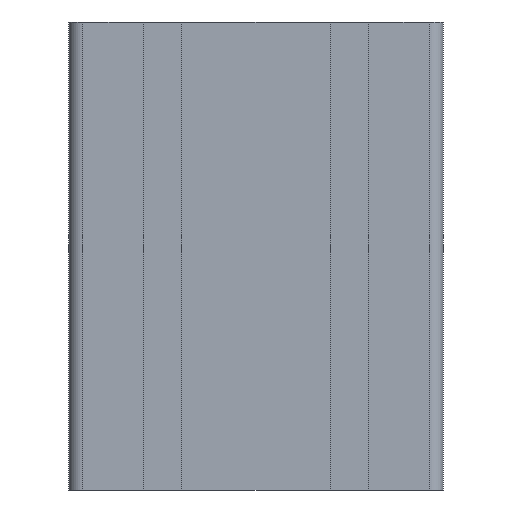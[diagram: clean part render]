
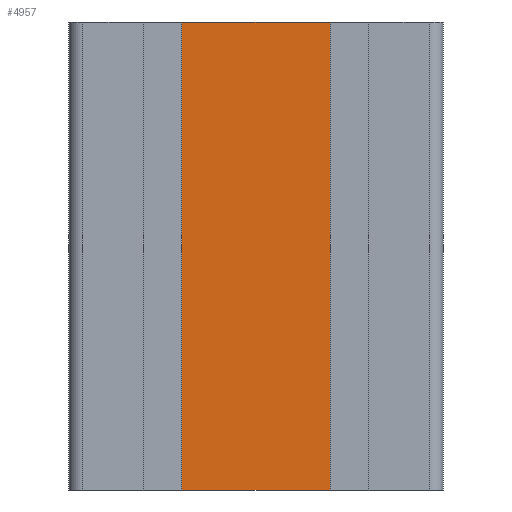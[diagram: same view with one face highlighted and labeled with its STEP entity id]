
A CAD part, left-side view. The second image highlights one B-rep face of the part: STEP entity #4957.
In plain terms, the highlighted planar face has unit normal (-1, 0, 0).
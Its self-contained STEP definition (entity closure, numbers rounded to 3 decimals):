
#2093=CARTESIAN_POINT('',(-40.,-15.9,0.0));
#2094=VERTEX_POINT('',#2093);
#2101=CARTESIAN_POINT('',(-40.,15.9,0.0));
#2102=VERTEX_POINT('',#2101);
#2103=CARTESIAN_POINT('',(-40.,-15.9,0.0));
#2104=DIRECTION('',(0.0,1.0,0.0));
#2105=VECTOR('',#2104,31.8);
#2106=LINE('',#2103,#2105);
#2107=EDGE_CURVE('',#2094,#2102,#2106,.T.);
#4348=CARTESIAN_POINT('',(-40.,15.9,100.0));
#4349=VERTEX_POINT('',#4348);
#4363=CARTESIAN_POINT('',(-40.,15.9,100.0));
#4364=DIRECTION('',(0.0,0.0,-1.0));
#4365=VECTOR('',#4364,100.0);
#4366=LINE('',#4363,#4365);
#4367=EDGE_CURVE('',#4349,#2102,#4366,.T.);
#4934=CARTESIAN_POINT('',(-40.,24.6,0.0));
#4935=DIRECTION('',(-1.0,0.0,0.0));
#4936=DIRECTION('',(0.0,0.0,1.0));
#4937=AXIS2_PLACEMENT_3D('',#4934,#4935,#4936);
#4938=PLANE('',#4937);
#4939=ORIENTED_EDGE('',*,*,#4367,.T.);
#4940=ORIENTED_EDGE('',*,*,#2107,.F.);
#4941=CARTESIAN_POINT('',(-40.,-15.9,100.0));
#4942=VERTEX_POINT('',#4941);
#4943=CARTESIAN_POINT('',(-40.,-15.9,0.0));
#4944=DIRECTION('',(0.0,0.0,1.0));
#4945=VECTOR('',#4944,100.0);
#4946=LINE('',#4943,#4945);
#4947=EDGE_CURVE('',#2094,#4942,#4946,.T.);
#4948=ORIENTED_EDGE('',*,*,#4947,.T.);
#4949=CARTESIAN_POINT('',(-40.,-15.9,100.0));
#4950=DIRECTION('',(0.0,1.0,0.0));
#4951=VECTOR('',#4950,31.8);
#4952=LINE('',#4949,#4951);
#4953=EDGE_CURVE('',#4942,#4349,#4952,.T.);
#4954=ORIENTED_EDGE('',*,*,#4953,.T.);
#4955=EDGE_LOOP('',(#4939,#4940,#4948,#4954));
#4956=FACE_OUTER_BOUND('',#4955,.T.);
#4957=ADVANCED_FACE('',(#4956),#4938,.T.);
